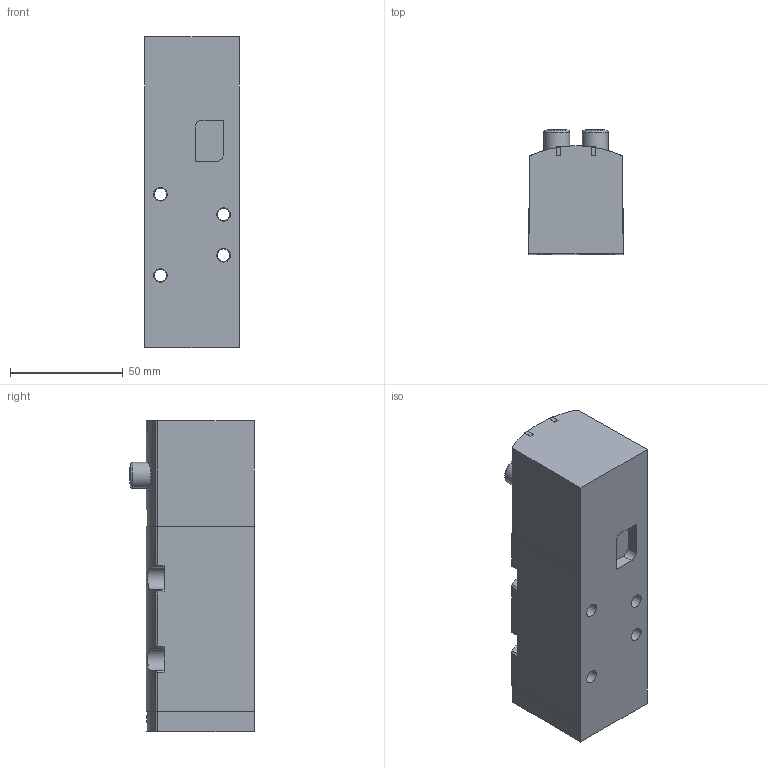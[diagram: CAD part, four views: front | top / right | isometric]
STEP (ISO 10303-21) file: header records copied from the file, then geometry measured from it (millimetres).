
FILE_DESCRIPTION(/* description */ ('STEP AP214'),/* implementation_level */ '2;1');
FILE_NAME(/* name */ '543693_VSVA-B-T32F-AZD-D1-1T1L',/* time_stamp */ '2024-09-17T09:46:35+02:00',/* author */ ('License CC BY-ND 4.0'),/* organization */ ('CADENAS'),/* preprocessor_version */ 'ST-DEVELOPER v19.3',/* originating_system */ 'PARTsolutions',/* authorisation */ ' ');
FILE_SCHEMA (('AP203_CONFIGURATION_CONTROLLED_3D_DESIGN_OF_MECHANICAL_PARTS_AND_ASSEMBLIES_MIM_LF { 1 0 10303 203 3 1 4 }','AUTOMOTIVE_DESIGN {1 0 10303 214 3 1 1}'));
Length unit declared in the file: millimetre
Products named in the file (1): 543693 VSVA-B-T32F-AZD-D1-1T1L
Bounding box: 42 x 55.2 x 138 mm (x, y, z)
Volume: 260020.3 mm3; surface area: 31885.4 mm2
Topology: 1 solids, 1 shells, 145 faces, 388 edges, 256 vertices
Faces by surface type: plane 92, cylinder 41, cone 8, sphere 2, torus 2
Full cylindrical faces by diameter (mm): 5.5 x4, 11.4 x2
Entity records: 5559 total; most frequent: CARTESIAN_POINT 855, DIRECTION 768, ORIENTED_EDGE 744, EDGE_CURVE 372, AXIS2_PLACEMENT_3D 264, VERTEX_POINT 254, LINE 240, VECTOR 240
